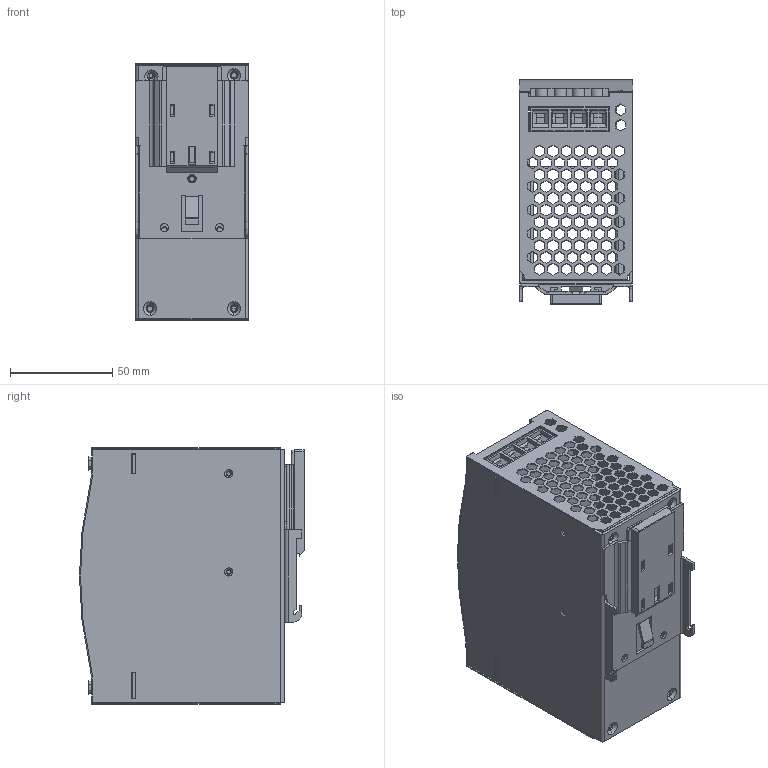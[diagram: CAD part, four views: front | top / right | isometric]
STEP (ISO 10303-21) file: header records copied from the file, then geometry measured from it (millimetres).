
FILE_DESCRIPTION (( 'STEP AP214' ), '1' );
FILE_NAME ('CDKG-S75W三维图-202505.STEP', '2025-04-18T06:07:39', ( '万丰电脑' ), ( '电话：0577-62733550' ), 'SwSTEP 2.0', 'SolidWorks 2020', '' );
FILE_SCHEMA (( 'AUTOMOTIVE_DESIGN' ));
Length unit declared in the file: millimetre
Products named in the file (9): CDKG-S75菁; 絳寢諶; CDKG-S75散热器; CDKG3弇傷赽; CDKG4弇傷赽; CDKG-S75裔; CDKG-S75盄繚啣; 絳寢啣; CDKG-S75W三维图-202505
Assembly tree (9 placements, depth 2):
  CDKG-S75W三维图-202505
    CDKG-S75菁
    CDKG-S75裔
    CDKG-S75盄繚啣
    CDKG-S75散热器  x2
    CDKG3弇傷赽
    CDKG4弇傷赽
    絳寢啣
    絳寢諶
Bounding box: 55.5 x 110 x 125.5 mm (x, y, z)
Volume: 106382.1 mm3; surface area: 154375.2 mm2
Topology: 15 solids, 15 shells, 1969 faces, 5680 edges, 3743 vertices
Faces by surface type: plane 1714, cylinder 181, cone 70, sphere 2, torus 2
Entity records: 78517 total; most frequent: CARTESIAN_POINT 11158, ORIENTED_EDGE 11044, DIRECTION 9766, EDGE_CURVE 5522, LINE 5108, VECTOR 5108, VERTEX_POINT 3645, EDGE_LOOP 2341
